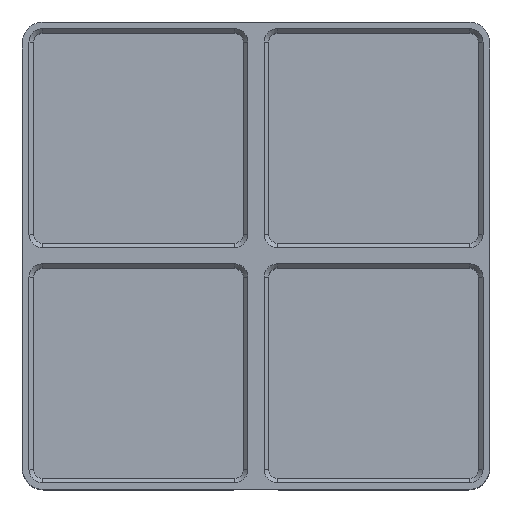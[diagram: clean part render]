
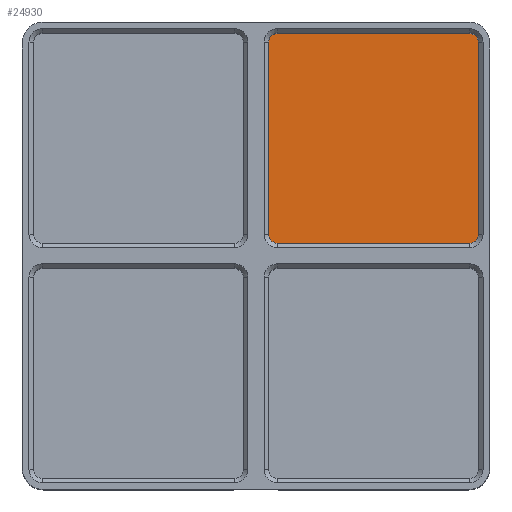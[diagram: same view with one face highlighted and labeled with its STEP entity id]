
A CAD part, top view. The second image highlights one B-rep face of the part: STEP entity #24930.
In plain terms, the highlighted planar face has unit normal (0, 0, 1).
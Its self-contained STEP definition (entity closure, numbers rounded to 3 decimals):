
#18910=CARTESIAN_POINT('',(291.75,289.,7.));
#18920=DIRECTION('',(0.,-1.,0.));
#18930=VECTOR('',#18920,1.);
#18940=LINE('',#18910,#18930);
#18950=CARTESIAN_POINT('',(291.75,290.15,7.));
#18960=VERTEX_POINT('',#18950);
#18970=CARTESIAN_POINT('',(291.75,255.85,7.));
#18980=VERTEX_POINT('',#18970);
#18990=EDGE_CURVE('',#18960,#18980,#18940,.T.);
#21670=CARTESIAN_POINT('',(289.,254.25,7.));
#21680=DIRECTION('',(-1.,0.,0.));
#21690=VECTOR('',#21680,1.);
#21700=LINE('',#21670,#21690);
#21710=CARTESIAN_POINT('',(290.15,254.25,7.));
#21720=VERTEX_POINT('',#21710);
#21730=CARTESIAN_POINT('',(255.85,254.25,7.));
#21740=VERTEX_POINT('',#21730);
#21750=EDGE_CURVE('',#21720,#21740,#21700,.T.);
#24360=CARTESIAN_POINT('',(273.,273.,7.));
#24370=DIRECTION('',(0.,0.,1.));
#24380=DIRECTION('',(1.,0.,0.));
#24390=AXIS2_PLACEMENT_3D('',#24360,#24370,#24380);
#24400=PLANE('',#24390);
#24410=CARTESIAN_POINT('',(255.85,290.15,7.));
#24420=DIRECTION('',(0.,0.,-1.));
#24430=DIRECTION('',(-1.,0.,0.));
#24440=AXIS2_PLACEMENT_3D('',#24410,#24420,#24430);
#24450=CIRCLE('',#24440,1.6);
#24460=CARTESIAN_POINT('',(254.25,290.15,7.));
#24470=VERTEX_POINT('',#24460);
#24480=CARTESIAN_POINT('',(255.85,291.75,7.));
#24490=VERTEX_POINT('',#24480);
#24500=EDGE_CURVE('',#24470,#24490,#24450,.T.);
#24510=ORIENTED_EDGE('',*,*,#24500,.F.);
#24520=CARTESIAN_POINT('',(257.,291.75,7.));
#24530=DIRECTION('',(1.,0.,0.));
#24540=VECTOR('',#24530,1.);
#24550=LINE('',#24520,#24540);
#24560=CARTESIAN_POINT('',(290.15,291.75,7.));
#24570=VERTEX_POINT('',#24560);
#24580=EDGE_CURVE('',#24490,#24570,#24550,.T.);
#24590=ORIENTED_EDGE('',*,*,#24580,.F.);
#24600=CARTESIAN_POINT('',(290.15,290.15,7.));
#24610=DIRECTION('',(0.,0.,-1.));
#24620=DIRECTION('',(-1.,0.,0.));
#24630=AXIS2_PLACEMENT_3D('',#24600,#24610,#24620);
#24640=CIRCLE('',#24630,1.6);
#24650=EDGE_CURVE('',#24570,#18960,#24640,.T.);
#24660=ORIENTED_EDGE('',*,*,#24650,.F.);
#24670=ORIENTED_EDGE('',*,*,#18990,.F.);
#24680=CARTESIAN_POINT('',(290.15,255.85,7.));
#24690=DIRECTION('',(0.,0.,-1.));
#24700=DIRECTION('',(-1.,0.,0.));
#24710=AXIS2_PLACEMENT_3D('',#24680,#24690,#24700);
#24720=CIRCLE('',#24710,1.6);
#24730=EDGE_CURVE('',#18980,#21720,#24720,.T.);
#24740=ORIENTED_EDGE('',*,*,#24730,.F.);
#24750=ORIENTED_EDGE('',*,*,#21750,.F.);
#24760=CARTESIAN_POINT('',(255.85,255.85,7.));
#24770=DIRECTION('',(0.,0.,-1.));
#24780=DIRECTION('',(-1.,0.,0.));
#24790=AXIS2_PLACEMENT_3D('',#24760,#24770,#24780);
#24800=CIRCLE('',#24790,1.6);
#24810=CARTESIAN_POINT('',(254.25,255.85,7.));
#24820=VERTEX_POINT('',#24810);
#24830=EDGE_CURVE('',#21740,#24820,#24800,.T.);
#24840=ORIENTED_EDGE('',*,*,#24830,.F.);
#24850=CARTESIAN_POINT('',(254.25,257.,7.));
#24860=DIRECTION('',(0.,1.,0.));
#24870=VECTOR('',#24860,1.);
#24880=LINE('',#24850,#24870);
#24890=EDGE_CURVE('',#24820,#24470,#24880,.T.);
#24900=ORIENTED_EDGE('',*,*,#24890,.F.);
#24910=EDGE_LOOP('',(#24900,#24840,#24750,#24740,#24670,#24660,#24590,
#24510));
#24920=FACE_OUTER_BOUND('',#24910,.T.);
#24930=ADVANCED_FACE('',(#24920),#24400,.T.);
